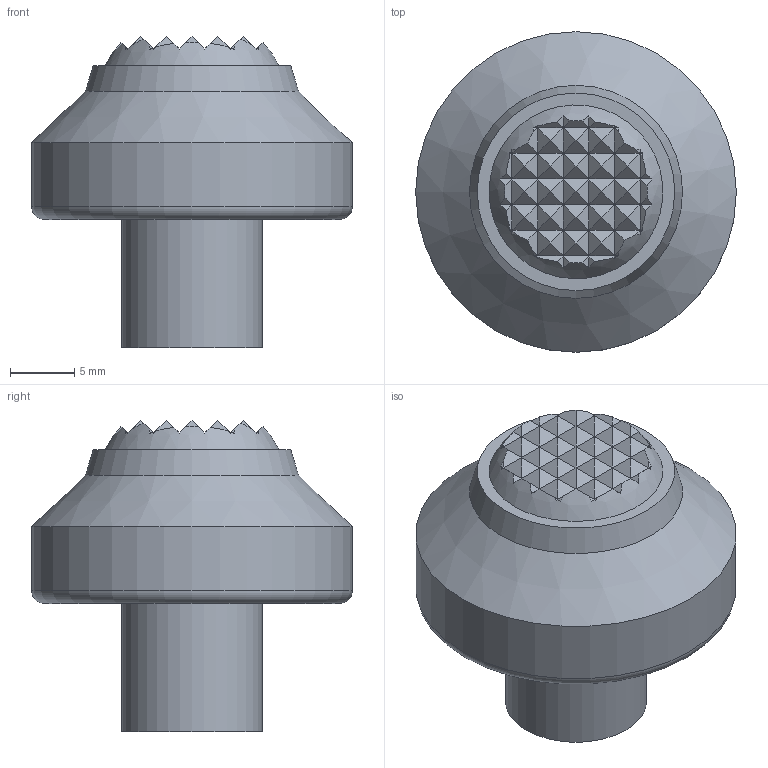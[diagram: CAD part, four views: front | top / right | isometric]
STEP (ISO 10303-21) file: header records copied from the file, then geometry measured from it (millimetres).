
FILE_DESCRIPTION( ( 'Unknown' ), '1' );
FILE_NAME( 'PT37-1116.stp', 'Unknown', ( 'Unknown' ), ( 'Unknown' ), 'XStep 1.0', 'Unknown', ' ' );
FILE_SCHEMA( ( 'CONFIG_CONTROL_DESIGN' ) );
Length unit declared in the file: millimetre
Products named in the file (1): 1
Bounding box: 25 x 25 x 24.29 mm (x, y, z)
Volume: 5861.4 mm3; surface area: 2021.9 mm2
Topology: 1 solids, 1 shells, 161 faces, 287 edges, 130 vertices
Faces by surface type: plane 155, cylinder 2, cone 2, torus 1, sphere 1
Full cylindrical faces by diameter (mm): 11 x1, 25 x1
Entity records: 3650 total; most frequent: DIRECTION 680, CARTESIAN_POINT 571, ORIENTED_EDGE 560, EDGE_CURVE 280, AXIS2_PLACEMENT_3D 238, LINE 204, VECTOR 204, EDGE_LOOP 169
